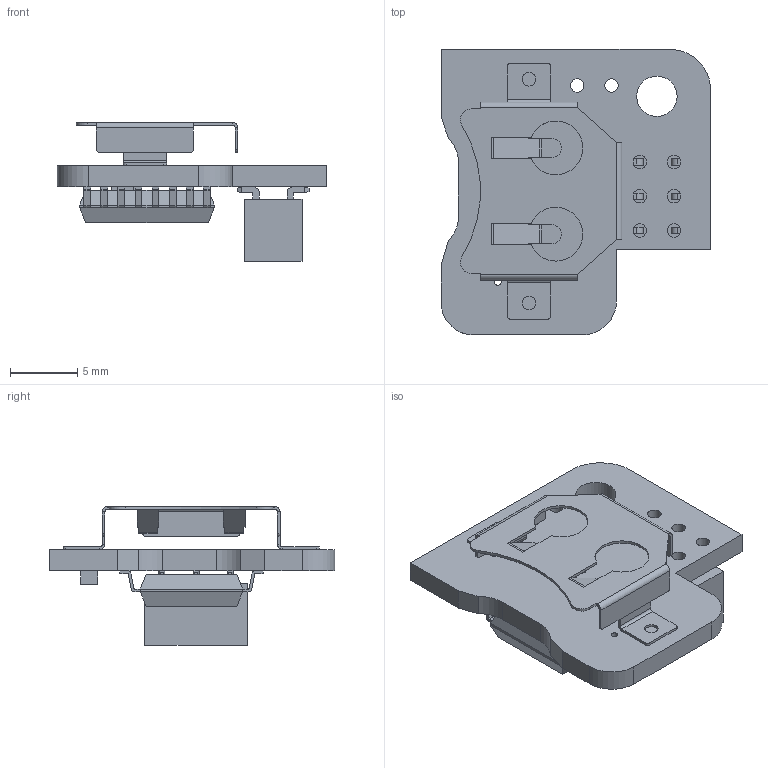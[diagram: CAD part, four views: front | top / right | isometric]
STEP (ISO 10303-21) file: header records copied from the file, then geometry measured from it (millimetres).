
FILE_DESCRIPTION(/* description */ (''),/* implementation_level */ '2;1');
FILE_NAME(/* name */ 'PCB Component.step',/* time_stamp */ '2023-06-30T14:33:00-04:00',/* author */ (''),/* organization */ (''),/* preprocessor_version */ 'ST-DEVELOPER v19.2',/* originating_system */ 'Autodesk Translation Framework v12.6.0.85',/* authorisation */ '');
FILE_SCHEMA (('AUTOMOTIVE_DESIGN { 1 0 10303 214 3 1 1 }'));
Length unit declared in the file: millimetre
Products named in the file (6): PCB Component; Board; 10uF; CR1220; RASPBERRYPI_2X3; DS3231/SO
Assembly tree (5 placements, depth 2):
  PCB Component
    Board
    10uF
    CR1220
    RASPBERRYPI_2X3
    DS3231/SO
Bounding box: 19.99 x 21.21 x 10.31 mm (x, y, z)
Volume: 907.5 mm3; surface area: 1804.1 mm2
Topology: 27 solids, 27 shells, 536 faces, 1331 edges, 850 vertices
Faces by surface type: plane 410, cylinder 126
Full cylindrical faces by diameter (mm): 0.5 x2, 0.76 x1, 1 x10, 3 x1
Entity records: 16030 total; most frequent: CARTESIAN_POINT 2728, DIRECTION 2677, ORIENTED_EDGE 2662, EDGE_CURVE 1331, LINE 1079, VECTOR 1079, VERTEX_POINT 850, AXIS2_PLACEMENT_3D 799
